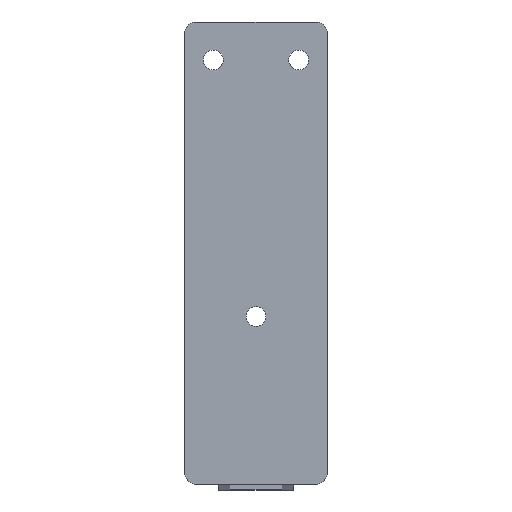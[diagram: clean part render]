
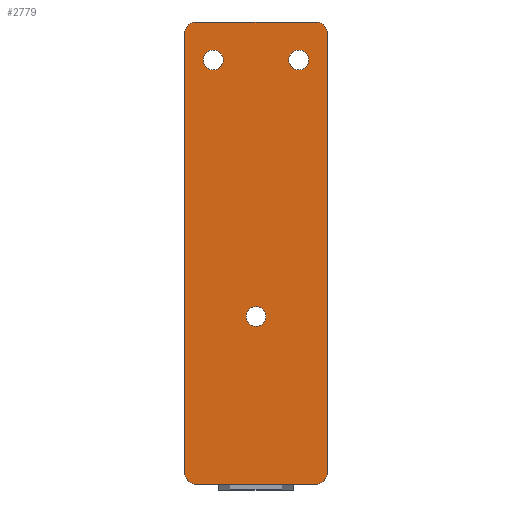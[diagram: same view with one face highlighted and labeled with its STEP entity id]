
A CAD part, top view. The second image highlights one B-rep face of the part: STEP entity #2779.
In plain terms, the highlighted planar face has unit normal (0, 0, 1).
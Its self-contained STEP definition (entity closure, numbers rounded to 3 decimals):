
#1119=AXIS2_PLACEMENT_3D('Circle Axis2P3D',#1117,#1118,$) ;
#1169=AXIS2_PLACEMENT_3D('Circle Axis2P3D',#1167,#1168,$) ;
#1228=AXIS2_PLACEMENT_3D('Circle Axis2P3D',#1226,#1227,$) ;
#1255=AXIS2_PLACEMENT_3D('Circle Axis2P3D',#1253,#1254,$) ;
#1273=AXIS2_PLACEMENT_3D('Circle Axis2P3D',#1271,#1272,$) ;
#1300=AXIS2_PLACEMENT_3D('Circle Axis2P3D',#1298,#1299,$) ;
#2332=AXIS2_PLACEMENT_3D('Circle Axis2P3D',#2330,#2331,$) ;
#2368=AXIS2_PLACEMENT_3D('Circle Axis2P3D',#2366,#2367,$) ;
#2443=AXIS2_PLACEMENT_3D('Circle Axis2P3D',#2441,#2442,$) ;
#2533=AXIS2_PLACEMENT_3D('Circle Axis2P3D',#2531,#2532,$) ;
#2745=AXIS2_PLACEMENT_3D('Plane Axis2P3D',#2742,#2743,#2744) ;
#1114=CARTESIAN_POINT('Vertex',(0.,96.,10.5)) ;
#1117=CARTESIAN_POINT('Axis2P3D Location',(2.5,96.,10.5)) ;
#1121=CARTESIAN_POINT('Vertex',(2.5,98.5,10.5)) ;
#1142=CARTESIAN_POINT('Line Origine',(15.,98.5,10.5)) ;
#1146=CARTESIAN_POINT('Vertex',(27.5,98.5,10.5)) ;
#1167=CARTESIAN_POINT('Axis2P3D Location',(27.5,96.,10.5)) ;
#1171=CARTESIAN_POINT('Vertex',(30.,96.,10.5)) ;
#1226=CARTESIAN_POINT('Axis2P3D Location',(6.,90.5,10.5)) ;
#1230=CARTESIAN_POINT('Vertex',(6.,92.6,10.5)) ;
#1232=CARTESIAN_POINT('Vertex',(6.,88.4,10.5)) ;
#1253=CARTESIAN_POINT('Axis2P3D Location',(6.,90.5,10.5)) ;
#1271=CARTESIAN_POINT('Axis2P3D Location',(24.,90.5,10.5)) ;
#1275=CARTESIAN_POINT('Vertex',(24.,88.4,10.5)) ;
#1277=CARTESIAN_POINT('Vertex',(24.,92.6,10.5)) ;
#1298=CARTESIAN_POINT('Axis2P3D Location',(24.,90.5,10.5)) ;
#1893=CARTESIAN_POINT('Vertex',(2.5,1.2,10.5)) ;
#1928=CARTESIAN_POINT('Vertex',(27.5,1.2,10.5)) ;
#1931=CARTESIAN_POINT('Line Origine',(15.,1.2,10.5)) ;
#2330=CARTESIAN_POINT('Axis2P3D Location',(15.,36.5,10.5)) ;
#2334=CARTESIAN_POINT('Vertex',(15.,34.4,10.5)) ;
#2336=CARTESIAN_POINT('Vertex',(15.,38.6,10.5)) ;
#2366=CARTESIAN_POINT('Axis2P3D Location',(15.,36.5,10.5)) ;
#2438=CARTESIAN_POINT('Vertex',(30.,3.7,10.5)) ;
#2441=CARTESIAN_POINT('Axis2P3D Location',(27.5,3.7,10.5)) ;
#2531=CARTESIAN_POINT('Axis2P3D Location',(2.5,3.7,10.5)) ;
#2535=CARTESIAN_POINT('Vertex',(0.,3.7,10.5)) ;
#2742=CARTESIAN_POINT('Axis2P3D Location',(15.,49.85,10.5)) ;
#2747=CARTESIAN_POINT('Line Origine',(0.,49.85,10.5)) ;
#2752=CARTESIAN_POINT('Line Origine',(30.,49.85,10.5)) ;
#1118=DIRECTION('Axis2P3D Direction',(0.,0.,-1.)) ;
#1143=DIRECTION('Vector Direction',(-1.,0.,0.)) ;
#1168=DIRECTION('Axis2P3D Direction',(0.,0.,-1.)) ;
#1227=DIRECTION('Axis2P3D Direction',(0.,0.,-1.)) ;
#1254=DIRECTION('Axis2P3D Direction',(0.,0.,-1.)) ;
#1272=DIRECTION('Axis2P3D Direction',(0.,0.,-1.)) ;
#1299=DIRECTION('Axis2P3D Direction',(0.,0.,-1.)) ;
#1932=DIRECTION('Vector Direction',(1.,0.,0.)) ;
#2331=DIRECTION('Axis2P3D Direction',(0.,0.,-1.)) ;
#2367=DIRECTION('Axis2P3D Direction',(0.,0.,-1.)) ;
#2442=DIRECTION('Axis2P3D Direction',(0.,0.,-1.)) ;
#2532=DIRECTION('Axis2P3D Direction',(0.,0.,-1.)) ;
#2743=DIRECTION('Axis2P3D Direction',(0.,0.,-1.)) ;
#2744=DIRECTION('Axis2P3D XDirection',(0.,1.,0.)) ;
#2748=DIRECTION('Vector Direction',(0.,-1.,0.)) ;
#2753=DIRECTION('Vector Direction',(0.,1.,0.)) ;
#1144=VECTOR('Line Direction',#1143,1.) ;
#1933=VECTOR('Line Direction',#1932,1.) ;
#2749=VECTOR('Line Direction',#2748,1.) ;
#2754=VECTOR('Line Direction',#2753,1.) ;
#2758=ORIENTED_EDGE('',*,*,#1173,.F.) ;
#2759=ORIENTED_EDGE('',*,*,#1148,.F.) ;
#2760=ORIENTED_EDGE('',*,*,#1123,.F.) ;
#2761=ORIENTED_EDGE('',*,*,#2751,.F.) ;
#2762=ORIENTED_EDGE('',*,*,#2537,.F.) ;
#2763=ORIENTED_EDGE('',*,*,#1935,.F.) ;
#2764=ORIENTED_EDGE('',*,*,#2445,.F.) ;
#2765=ORIENTED_EDGE('',*,*,#2756,.F.) ;
#2768=ORIENTED_EDGE('',*,*,#1257,.T.) ;
#2769=ORIENTED_EDGE('',*,*,#1234,.T.) ;
#2772=ORIENTED_EDGE('',*,*,#2370,.T.) ;
#2773=ORIENTED_EDGE('',*,*,#2338,.T.) ;
#2776=ORIENTED_EDGE('',*,*,#1302,.T.) ;
#2777=ORIENTED_EDGE('',*,*,#1279,.T.) ;
#2770=FACE_BOUND('',#2767,.T.) ;
#2774=FACE_BOUND('',#2771,.T.) ;
#2778=FACE_BOUND('',#2775,.T.) ;
#2779=ADVANCED_FACE('BASIS',(#2766,#2770,#2774,#2778),#2746,.F.) ;
#1120=CIRCLE('generated circle',#1119,2.5) ;
#1170=CIRCLE('generated circle',#1169,2.5) ;
#1229=CIRCLE('generated circle',#1228,2.1) ;
#1256=CIRCLE('generated circle',#1255,2.1) ;
#1274=CIRCLE('generated circle',#1273,2.1) ;
#1301=CIRCLE('generated circle',#1300,2.1) ;
#2333=CIRCLE('generated circle',#2332,2.1) ;
#2369=CIRCLE('generated circle',#2368,2.1) ;
#2444=CIRCLE('generated circle',#2443,2.5) ;
#2534=CIRCLE('generated circle',#2533,2.5) ;
#1123=EDGE_CURVE('',#1115,#1122,#1120,.T.) ;
#1148=EDGE_CURVE('',#1122,#1147,#1145,.F.) ;
#1173=EDGE_CURVE('',#1147,#1172,#1170,.T.) ;
#1234=EDGE_CURVE('',#1231,#1233,#1229,.T.) ;
#1257=EDGE_CURVE('',#1233,#1231,#1256,.T.) ;
#1279=EDGE_CURVE('',#1276,#1278,#1274,.T.) ;
#1302=EDGE_CURVE('',#1278,#1276,#1301,.T.) ;
#1935=EDGE_CURVE('',#1929,#1894,#1934,.F.) ;
#2338=EDGE_CURVE('',#2335,#2337,#2333,.T.) ;
#2370=EDGE_CURVE('',#2337,#2335,#2369,.T.) ;
#2445=EDGE_CURVE('',#2439,#1929,#2444,.T.) ;
#2537=EDGE_CURVE('',#1894,#2536,#2534,.T.) ;
#2751=EDGE_CURVE('',#2536,#1115,#2750,.F.) ;
#2756=EDGE_CURVE('',#1172,#2439,#2755,.F.) ;
#2757=EDGE_LOOP('',(#2758,#2759,#2760,#2761,#2762,#2763,#2764,#2765)) ;
#2767=EDGE_LOOP('',(#2768,#2769)) ;
#2771=EDGE_LOOP('',(#2772,#2773)) ;
#2775=EDGE_LOOP('',(#2776,#2777)) ;
#2766=FACE_OUTER_BOUND('',#2757,.T.) ;
#1145=LINE('Line',#1142,#1144) ;
#1934=LINE('Line',#1931,#1933) ;
#2750=LINE('Line',#2747,#2749) ;
#2755=LINE('Line',#2752,#2754) ;
#2746=PLANE('',#2745) ;
#1115=VERTEX_POINT('',#1114) ;
#1122=VERTEX_POINT('',#1121) ;
#1147=VERTEX_POINT('',#1146) ;
#1172=VERTEX_POINT('',#1171) ;
#1231=VERTEX_POINT('',#1230) ;
#1233=VERTEX_POINT('',#1232) ;
#1276=VERTEX_POINT('',#1275) ;
#1278=VERTEX_POINT('',#1277) ;
#1894=VERTEX_POINT('',#1893) ;
#1929=VERTEX_POINT('',#1928) ;
#2335=VERTEX_POINT('',#2334) ;
#2337=VERTEX_POINT('',#2336) ;
#2439=VERTEX_POINT('',#2438) ;
#2536=VERTEX_POINT('',#2535) ;
